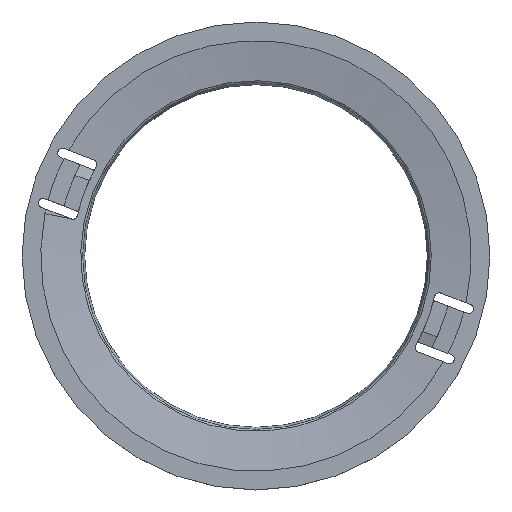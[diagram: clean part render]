
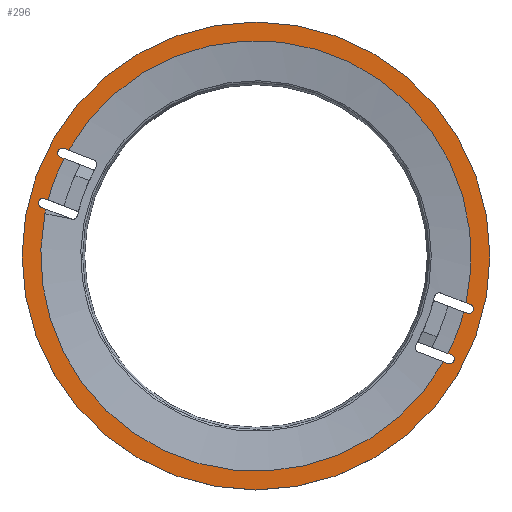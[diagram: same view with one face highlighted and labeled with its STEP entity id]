
A CAD part, top view. The second image highlights one B-rep face of the part: STEP entity #296.
In plain terms, the highlighted planar face has unit normal (0, 0, 1).
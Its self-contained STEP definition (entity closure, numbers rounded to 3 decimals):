
#296=ADVANCED_FACE('',(#601,#602),#603,.T.);
#601=FACE_BOUND('',#999,.T.);
#602=FACE_OUTER_BOUND('',#1000,.T.);
#603=PLANE('',#1001);
#999=EDGE_LOOP('',(#1720,#1721,#1722,#1723,#1724,#1725,#1726,#1727,#1728,#1729,#1730,#1731,#1732,#1733,#1734,#1735));
#1000=EDGE_LOOP('',(#1736));
#1001=AXIS2_PLACEMENT_3D('',#1737,#1738,#1739);
#1720=ORIENTED_EDGE('',*,*,#1914,.F.);
#1721=ORIENTED_EDGE('',*,*,#2168,.T.);
#1722=ORIENTED_EDGE('',*,*,#1885,.F.);
#1723=ORIENTED_EDGE('',*,*,#1889,.F.);
#1724=ORIENTED_EDGE('',*,*,#1894,.F.);
#1725=ORIENTED_EDGE('',*,*,#2169,.T.);
#1726=ORIENTED_EDGE('',*,*,#1941,.F.);
#1727=ORIENTED_EDGE('',*,*,#2115,.F.);
#1728=ORIENTED_EDGE('',*,*,#2106,.F.);
#1729=ORIENTED_EDGE('',*,*,#2170,.T.);
#1730=ORIENTED_EDGE('',*,*,#1923,.F.);
#1731=ORIENTED_EDGE('',*,*,#2112,.F.);
#1732=ORIENTED_EDGE('',*,*,#1936,.F.);
#1733=ORIENTED_EDGE('',*,*,#2171,.T.);
#1734=ORIENTED_EDGE('',*,*,#1898,.F.);
#1735=ORIENTED_EDGE('',*,*,#1904,.F.);
#1736=ORIENTED_EDGE('',*,*,#2154,.F.);
#1737=CARTESIAN_POINT('',(0.0,0.0,6.568));
#1738=DIRECTION('',(0.0,0.0,1.0));
#1739=DIRECTION('',(1.0,0.0,0.0));
#1885=EDGE_CURVE('',#2215,#2217,#2218,.T.);
#1889=EDGE_CURVE('',#2222,#2215,#2224,.T.);
#1894=EDGE_CURVE('',#2230,#2222,#2232,.T.);
#1898=EDGE_CURVE('',#2236,#2238,#2239,.T.);
#1904=EDGE_CURVE('',#2247,#2236,#2249,.T.);
#1914=EDGE_CURVE('',#2264,#2247,#2266,.T.);
#1923=EDGE_CURVE('',#2281,#2283,#2284,.T.);
#1936=EDGE_CURVE('',#2302,#2304,#2305,.T.);
#1941=EDGE_CURVE('',#2311,#2313,#2314,.T.);
#2106=EDGE_CURVE('',#2547,#2549,#2550,.T.);
#2112=EDGE_CURVE('',#2304,#2281,#2556,.T.);
#2115=EDGE_CURVE('',#2549,#2311,#2559,.T.);
#2154=EDGE_CURVE('',#2611,#2611,#2612,.T.);
#2168=EDGE_CURVE('',#2264,#2217,#2629,.T.);
#2169=EDGE_CURVE('',#2230,#2313,#2630,.T.);
#2170=EDGE_CURVE('',#2547,#2283,#2631,.T.);
#2171=EDGE_CURVE('',#2302,#2238,#2632,.T.);
#2215=VERTEX_POINT('',#2686);
#2217=VERTEX_POINT('',#2689);
#2218=LINE('',#2690,#2691);
#2222=VERTEX_POINT('',#2698);
#2224=CIRCLE('',#2701,0.4);
#2230=VERTEX_POINT('',#2708);
#2232=LINE('',#2713,#2714);
#2236=VERTEX_POINT('',#2719);
#2238=VERTEX_POINT('',#2722);
#2239=LINE('',#2723,#2724);
#2247=VERTEX_POINT('',#2737);
#2249=CIRCLE('',#2740,0.4);
#2264=VERTEX_POINT('',#2761);
#2266=LINE('',#2766,#2767);
#2281=VERTEX_POINT('',#2788);
#2283=VERTEX_POINT('',#2791);
#2284=LINE('',#2792,#2793);
#2302=VERTEX_POINT('',#2837);
#2304=VERTEX_POINT('',#2842);
#2305=LINE('',#2843,#2844);
#2311=VERTEX_POINT('',#2852);
#2313=VERTEX_POINT('',#2855);
#2314=LINE('',#2856,#2857);
#2547=VERTEX_POINT('',#3136);
#2549=VERTEX_POINT('',#3141);
#2550=LINE('',#3142,#3143);
#2556=CIRCLE('',#3150,0.4);
#2559=CIRCLE('',#3153,0.4);
#2611=VERTEX_POINT('',#3225);
#2612=CIRCLE('',#3226,20.005);
#2629=CIRCLE('',#3245,18.405);
#2630=CIRCLE('',#3246,18.405);
#2631=CIRCLE('',#3247,18.405);
#2632=CIRCLE('',#3248,18.405);
#2686=CARTESIAN_POINT('',(-16.698,8.445,6.568));
#2689=CARTESIAN_POINT('',(-16.41,8.334,6.568));
#2690=CARTESIAN_POINT('',(0.681,1.774,6.568));
#2691=VECTOR('',#3336,1.0);
#2698=CARTESIAN_POINT('',(-16.411,9.192,6.568));
#2701=AXIS2_PLACEMENT_3D('',#3338,#3339,#3340);
#2708=CARTESIAN_POINT('',(-16.029,9.045,6.568));
#2713=CARTESIAN_POINT('',(0.968,2.521,6.568));
#2714=VECTOR('',#3345,1.0);
#2719=CARTESIAN_POINT('',(-18.347,4.15,6.568));
#2722=CARTESIAN_POINT('',(-17.964,4.004,6.568));
#2723=CARTESIAN_POINT('',(-0.968,-2.521,6.568));
#2724=VECTOR('',#3348,1.0);
#2737=CARTESIAN_POINT('',(-18.06,4.897,6.568));
#2740=AXIS2_PLACEMENT_3D('',#3352,#3353,#3354);
#2761=CARTESIAN_POINT('',(-17.771,4.787,6.568));
#2766=CARTESIAN_POINT('',(-0.681,-1.774,6.568));
#2767=VECTOR('',#3364,1.0);
#2788=CARTESIAN_POINT('',(16.698,-8.445,6.568));
#2791=CARTESIAN_POINT('',(16.41,-8.334,6.568));
#2792=CARTESIAN_POINT('',(-0.681,-1.774,6.568));
#2793=VECTOR('',#3372,1.0);
#2837=CARTESIAN_POINT('',(16.029,-9.045,6.568));
#2842=CARTESIAN_POINT('',(16.411,-9.192,6.568));
#2843=CARTESIAN_POINT('',(-0.968,-2.521,6.568));
#2844=VECTOR('',#3382,1.0);
#2852=CARTESIAN_POINT('',(18.347,-4.15,6.568));
#2855=CARTESIAN_POINT('',(17.964,-4.004,6.568));
#2856=CARTESIAN_POINT('',(0.968,2.521,6.568));
#2857=VECTOR('',#3386,1.0);
#3136=CARTESIAN_POINT('',(17.771,-4.787,6.568));
#3141=CARTESIAN_POINT('',(18.06,-4.897,6.568));
#3142=CARTESIAN_POINT('',(0.681,1.774,6.568));
#3143=VECTOR('',#3653,1.0);
#3150=AXIS2_PLACEMENT_3D('',#3661,#3662,#3663);
#3153=AXIS2_PLACEMENT_3D('',#3667,#3668,#3669);
#3225=CARTESIAN_POINT('',(-20.005,0.0,6.568));
#3226=AXIS2_PLACEMENT_3D('',#3729,#3730,#3731);
#3245=AXIS2_PLACEMENT_3D('',#3749,#3750,#3751);
#3246=AXIS2_PLACEMENT_3D('',#3752,#3753,#3754);
#3247=AXIS2_PLACEMENT_3D('',#3755,#3756,#3757);
#3248=AXIS2_PLACEMENT_3D('',#3758,#3759,#3760);
#3336=DIRECTION('',(0.934,-0.358,0.0));
#3338=CARTESIAN_POINT('',(-16.555,8.818,6.568));
#3339=DIRECTION('',(0.0,0.0,1.0));
#3340=DIRECTION('',(1.0,0.0,0.0));
#3345=DIRECTION('',(-0.934,0.358,0.0));
#3348=DIRECTION('',(0.934,-0.358,0.0));
#3352=CARTESIAN_POINT('',(-18.203,4.524,6.568));
#3353=DIRECTION('',(0.0,0.0,1.0));
#3354=DIRECTION('',(1.0,0.0,0.0));
#3364=DIRECTION('',(-0.934,0.358,0.0));
#3372=DIRECTION('',(-0.934,0.358,0.0));
#3382=DIRECTION('',(0.934,-0.358,0.0));
#3386=DIRECTION('',(-0.934,0.358,0.0));
#3653=DIRECTION('',(0.934,-0.358,0.0));
#3661=CARTESIAN_POINT('',(16.555,-8.818,6.568));
#3662=DIRECTION('',(0.0,0.0,1.0));
#3663=DIRECTION('',(1.0,0.0,0.0));
#3667=CARTESIAN_POINT('',(18.203,-4.524,6.568));
#3668=DIRECTION('',(0.0,0.0,1.0));
#3669=DIRECTION('',(1.0,0.0,0.0));
#3729=CARTESIAN_POINT('',(0.0,0.0,6.568));
#3730=DIRECTION('',(0.0,0.0,-1.0));
#3731=DIRECTION('',(-1.0,0.0,0.0));
#3749=CARTESIAN_POINT('',(0.0,0.0,6.568));
#3750=DIRECTION('',(0.0,0.0,-1.0));
#3751=DIRECTION('',(1.0,0.0,0.0));
#3752=CARTESIAN_POINT('',(0.0,0.0,6.568));
#3753=DIRECTION('',(0.0,0.0,-1.0));
#3754=DIRECTION('',(1.0,0.0,0.0));
#3755=CARTESIAN_POINT('',(0.0,0.0,6.568));
#3756=DIRECTION('',(0.0,0.0,-1.0));
#3757=DIRECTION('',(1.0,0.0,0.0));
#3758=CARTESIAN_POINT('',(0.0,0.0,6.568));
#3759=DIRECTION('',(0.0,0.0,-1.0));
#3760=DIRECTION('',(1.0,0.0,0.0));
